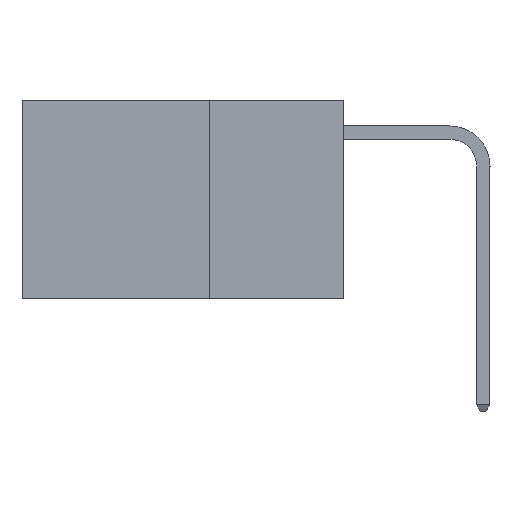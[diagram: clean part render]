
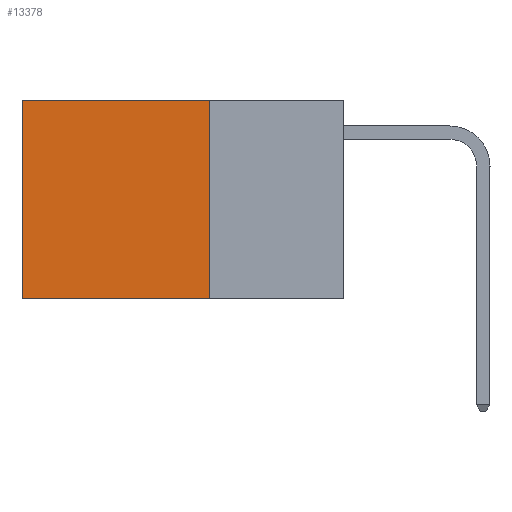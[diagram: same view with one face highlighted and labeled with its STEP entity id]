
A CAD part, left-side view. The second image highlights one B-rep face of the part: STEP entity #13378.
In plain terms, the highlighted planar face has unit normal (-1, 0, 0).
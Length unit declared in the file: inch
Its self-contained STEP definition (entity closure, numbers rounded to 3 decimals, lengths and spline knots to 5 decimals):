
#21 = CARTESIAN_POINT ( 'NONE',  ( 0.2625, 0.25, -0.37 ) ) ;
#166 = CARTESIAN_POINT ( 'NONE',  ( 0.2625, 0.25, 0. ) ) ;
#582 = CARTESIAN_POINT ( 'NONE',  ( 0.2625, 0.6, -0.37 ) ) ;
#803 = AXIS2_PLACEMENT_3D ( 'NONE', #166, #1133, #8719 ) ;
#1133 = DIRECTION ( 'NONE',  ( 1., 0., 0. ) ) ;
#1225 = CARTESIAN_POINT ( 'NONE',  ( 0.2625, 0.6, 0. ) ) ;
#1234 = CARTESIAN_POINT ( 'NONE',  ( 0.2625, 0.25, -0.37 ) ) ;
#1296 = LINE ( 'NONE', #6080, #6764 ) ;
#1441 = VERTEX_POINT ( 'NONE', #5308 ) ;
#2344 = DIRECTION ( 'NONE',  ( 0., 0., -1. ) ) ;
#3588 = LINE ( 'NONE', #12888, #9309 ) ;
#4396 = PLANE ( 'NONE',  #803 ) ;
#4930 = ORIENTED_EDGE ( 'NONE', *, *, #10107, .T. ) ;
#4939 = ORIENTED_EDGE ( 'NONE', *, *, #11280, .F. ) ;
#5022 = ORIENTED_EDGE ( 'NONE', *, *, #7829, .F. ) ;
#5074 = ORIENTED_EDGE ( 'NONE', *, *, #9757, .T. ) ;
#5308 = CARTESIAN_POINT ( 'NONE',  ( 0.2625, 0.6, 0. ) ) ;
#5915 = LINE ( 'NONE', #1225, #13766 ) ;
#6080 = CARTESIAN_POINT ( 'NONE',  ( 0.2625, 0.25, 0. ) ) ;
#6604 = DIRECTION ( 'NONE',  ( 0., 1., 0. ) ) ;
#6764 = VECTOR ( 'NONE', #9277, 39.37008 ) ;
#6767 = EDGE_LOOP ( 'NONE', ( #4930, #4939, #5022, #5074 ) ) ;
#7829 = EDGE_CURVE ( 'NONE', #9921, #12838, #3588, .T. ) ;
#8433 = FACE_OUTER_BOUND ( 'NONE', #6767, .T. ) ;
#8496 = CARTESIAN_POINT ( 'NONE',  ( 0.2625, 0.25, 0. ) ) ;
#8719 = DIRECTION ( 'NONE',  ( 0., 0., -1. ) ) ;
#9277 = DIRECTION ( 'NONE',  ( 0., 1., 0. ) ) ;
#9309 = VECTOR ( 'NONE', #13947, 39.37008 ) ;
#9757 = EDGE_CURVE ( 'NONE', #9921, #1441, #1296, .T. ) ;
#9921 = VERTEX_POINT ( 'NONE', #8496 ) ;
#10107 = EDGE_CURVE ( 'NONE', #1441, #10389, #5915, .T. ) ;
#10389 = VERTEX_POINT ( 'NONE', #582 ) ;
#10617 = LINE ( 'NONE', #21, #10955 ) ;
#10955 = VECTOR ( 'NONE', #6604, 39.37008 ) ;
#11280 = EDGE_CURVE ( 'NONE', #12838, #10389, #10617, .T. ) ;
#12838 = VERTEX_POINT ( 'NONE', #1234 ) ;
#12888 = CARTESIAN_POINT ( 'NONE',  ( 0.2625, 0.25, 0. ) ) ;
#13378 = ADVANCED_FACE ( 'NONE', ( #8433 ), #4396, .F. ) ;
#13766 = VECTOR ( 'NONE', #2344, 39.37008 ) ;
#13947 = DIRECTION ( 'NONE',  ( 0., 0., -1. ) ) ;
